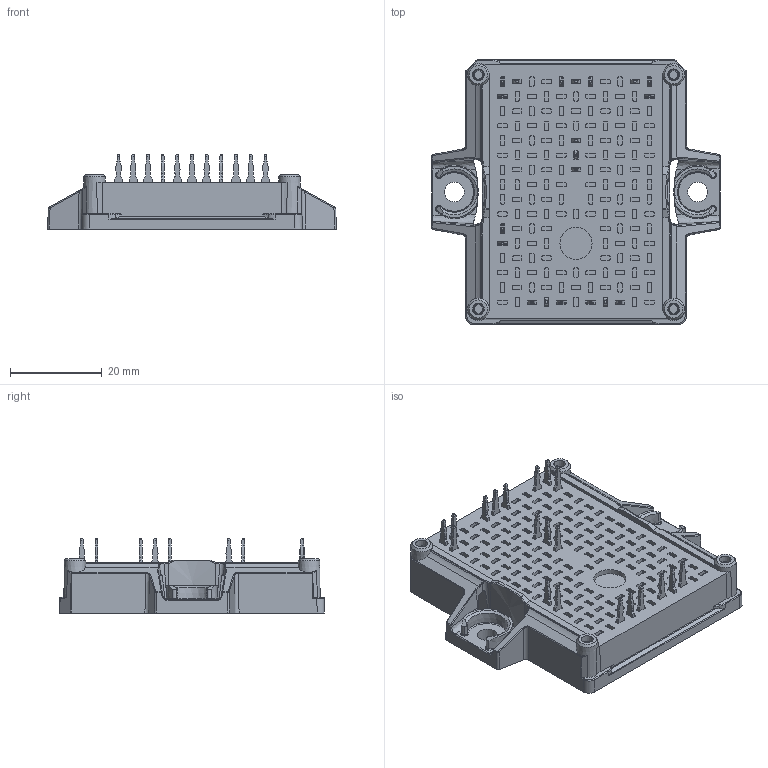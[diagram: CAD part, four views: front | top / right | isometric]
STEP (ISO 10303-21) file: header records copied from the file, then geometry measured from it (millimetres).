
FILE_DESCRIPTION(/* description */ ('Unknown'),/* implementation_level */ '2;1');
FILE_NAME(/* name */ 'FlowE2-4T12T-PQ80(200)-01-OL',/* time_stamp */ '2025-01-13T10:38:42+01:00',/* author */ ('Unknown'),/* organization */ ('Unknown'),/* preprocessor_version */ 'ST-DEVELOPER v18.104',/* originating_system */ 'Solid Edge',/* authorisation */ 'Unknown');
FILE_SCHEMA (('AUTOMOTIVE_DESIGN {1 0 10303 214 3 1 1}'));
Products named in the file (1): FlowE2-4T12T-PQ80-OL
Bounding box: 62.8 x 57.68 x 16.43 mm (x, y, z)
Volume: 26341 mm3; surface area: 12266.5 mm2
Topology: 1 solids, 1 shells, 3881 faces, 9520 edges, 5829 vertices
Faces by surface type: plane 1967, cylinder 1035, cone 714, bspline 119, torus 28, sphere 18
Full cylindrical faces by diameter (mm): 4.3 x2, 7 x1
Entity records: 141483 total; most frequent: CARTESIAN_POINT 22036, DIRECTION 19718, ORIENTED_EDGE 18936, EDGE_CURVE 9468, AXIS2_PLACEMENT_3D 6753, LINE 6212, VECTOR 6212, VERTEX_POINT 5816
